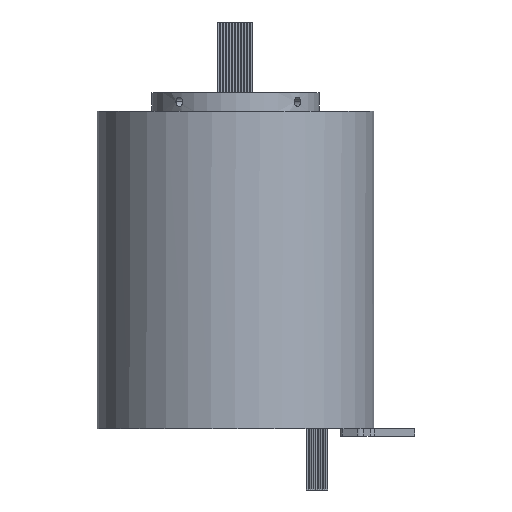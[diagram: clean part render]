
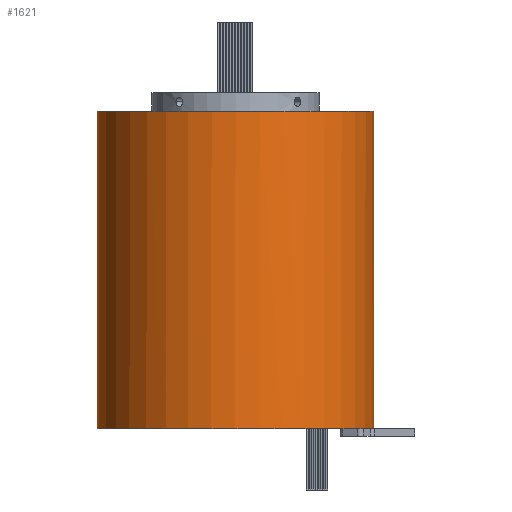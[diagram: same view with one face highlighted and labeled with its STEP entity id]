
A CAD part, front view. The second image highlights one B-rep face of the part: STEP entity #1621.
In plain terms, the highlighted cylindrical face has radius 90 mm (diameter 180 mm), a partial arc.
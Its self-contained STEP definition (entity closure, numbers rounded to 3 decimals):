
#1005 = ORIENTED_EDGE ( 'NONE', *, *, #5531, .T. ) ;
#1105 = CARTESIAN_POINT ( 'NONE',  ( 0., 0., 206.5 ) ) ;
#1192 = DIRECTION ( 'NONE',  ( 0., 0., -1. ) ) ;
#1198 = CARTESIAN_POINT ( 'NONE',  ( 0., 0., 0. ) ) ;
#1607 = VECTOR ( 'NONE', #1192, 1000. ) ;
#1621 = ADVANCED_FACE ( 'NONE', ( #4661 ), #2268, .T. ) ;
#1781 = VERTEX_POINT ( 'NONE', #1813 ) ;
#1813 = CARTESIAN_POINT ( 'NONE',  ( 90., 0., 206.5 ) ) ;
#1869 = CARTESIAN_POINT ( 'NONE',  ( -90., 0., 206.5 ) ) ;
#1912 = DIRECTION ( 'NONE',  ( -1., 0., 0. ) ) ;
#1987 = VECTOR ( 'NONE', #6223, 1000. ) ;
#2170 = CIRCLE ( 'NONE', #5303, 90. ) ;
#2268 = CYLINDRICAL_SURFACE ( 'NONE', #3700, 90. ) ;
#2437 = CARTESIAN_POINT ( 'NONE',  ( 0., 0., 0. ) ) ;
#2551 = CARTESIAN_POINT ( 'NONE',  ( 90., 0., 0. ) ) ;
#2580 = VERTEX_POINT ( 'NONE', #6923 ) ;
#2841 = DIRECTION ( 'NONE',  ( 0., 0., 1. ) ) ;
#2965 = CIRCLE ( 'NONE', #8507, 90. ) ;
#2978 = CARTESIAN_POINT ( 'NONE',  ( -90., 0., 0. ) ) ;
#3050 = ORIENTED_EDGE ( 'NONE', *, *, #9127, .F. ) ;
#3178 = DIRECTION ( 'NONE',  ( 1., 0., 0. ) ) ;
#3312 = EDGE_LOOP ( 'NONE', ( #3050, #5139, #1005, #7202, #6960 ) ) ;
#3319 = LINE ( 'NONE', #5525, #1607 ) ;
#3456 = EDGE_CURVE ( 'NONE', #5484, #9039, #9364, .T. ) ;
#3700 = AXIS2_PLACEMENT_3D ( 'NONE', #1105, #6178, #7618 ) ;
#3789 = AXIS2_PLACEMENT_3D ( 'NONE', #1198, #6261, #1912 ) ;
#4661 = FACE_OUTER_BOUND ( 'NONE', #3312, .T. ) ;
#5139 = ORIENTED_EDGE ( 'NONE', *, *, #6112, .F. ) ;
#5303 = AXIS2_PLACEMENT_3D ( 'NONE', #2437, #7496, #3178 ) ;
#5484 = VERTEX_POINT ( 'NONE', #2551 ) ;
#5525 = CARTESIAN_POINT ( 'NONE',  ( 90., 0., 206.5 ) ) ;
#5531 = EDGE_CURVE ( 'NONE', #2580, #6557, #5626, .T. ) ;
#5626 = LINE ( 'NONE', #1869, #1987 ) ;
#6112 = EDGE_CURVE ( 'NONE', #2580, #1781, #2965, .T. ) ;
#6178 = DIRECTION ( 'NONE',  ( 0., 0., -1. ) ) ;
#6194 = CARTESIAN_POINT ( 'NONE',  ( 88.468, -16.535, 0. ) ) ;
#6223 = DIRECTION ( 'NONE',  ( 0., 0., -1. ) ) ;
#6261 = DIRECTION ( 'NONE',  ( 0., 0., -1. ) ) ;
#6557 = VERTEX_POINT ( 'NONE', #2978 ) ;
#6923 = CARTESIAN_POINT ( 'NONE',  ( -90., 0., 206.5 ) ) ;
#6960 = ORIENTED_EDGE ( 'NONE', *, *, #3456, .F. ) ;
#7160 = CARTESIAN_POINT ( 'NONE',  ( 0., 0., 206.5 ) ) ;
#7202 = ORIENTED_EDGE ( 'NONE', *, *, #7516, .T. ) ;
#7496 = DIRECTION ( 'NONE',  ( 0., 0., 1. ) ) ;
#7516 = EDGE_CURVE ( 'NONE', #6557, #9039, #2170, .T. ) ;
#7618 = DIRECTION ( 'NONE',  ( -1., 0., 0. ) ) ;
#7894 = DIRECTION ( 'NONE',  ( 1., 0., 0. ) ) ;
#8507 = AXIS2_PLACEMENT_3D ( 'NONE', #7160, #2841, #7894 ) ;
#9039 = VERTEX_POINT ( 'NONE', #6194 ) ;
#9127 = EDGE_CURVE ( 'NONE', #1781, #5484, #3319, .T. ) ;
#9364 = CIRCLE ( 'NONE', #3789, 90. ) ;
